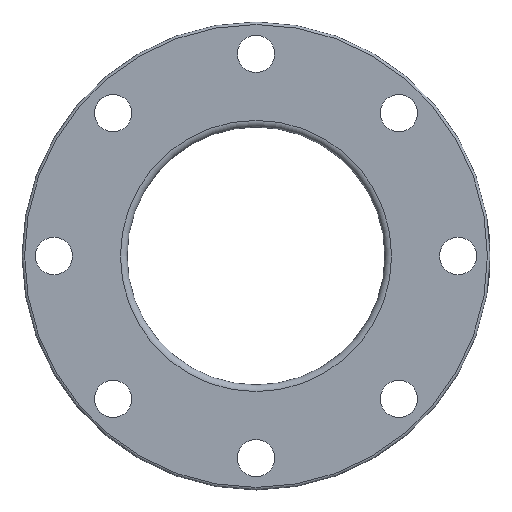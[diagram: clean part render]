
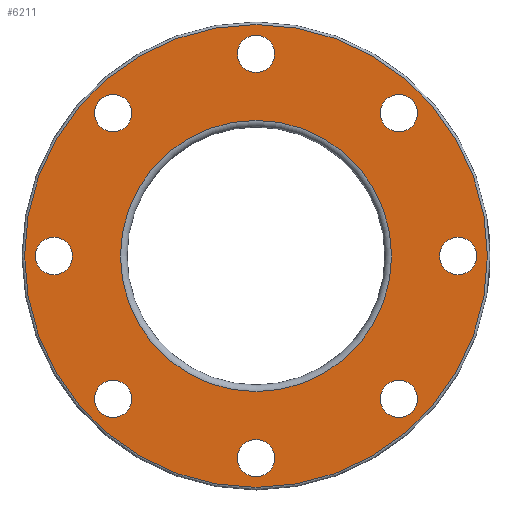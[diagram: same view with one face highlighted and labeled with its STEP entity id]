
A CAD part, top view. The second image highlights one B-rep face of the part: STEP entity #6211.
In plain terms, the highlighted planar face has unit normal (0, 0, 1).
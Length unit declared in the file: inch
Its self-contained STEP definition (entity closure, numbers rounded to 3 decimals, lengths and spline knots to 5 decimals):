
#70=FACE_BOUND('',#1497,.T.);
#71=FACE_BOUND('',#1498,.T.);
#72=FACE_BOUND('',#1499,.T.);
#73=FACE_BOUND('',#1500,.T.);
#74=FACE_BOUND('',#1501,.T.);
#75=FACE_BOUND('',#1502,.T.);
#76=FACE_BOUND('',#1503,.T.);
#77=FACE_BOUND('',#1504,.T.);
#78=FACE_BOUND('',#1505,.T.);
#79=FACE_BOUND('',#1506,.T.);
#775=PLANE('',#6500);
#1497=EDGE_LOOP('',(#5780));
#1498=EDGE_LOOP('',(#5781));
#1499=EDGE_LOOP('',(#5782));
#1500=EDGE_LOOP('',(#5783));
#1501=EDGE_LOOP('',(#5784));
#1502=EDGE_LOOP('',(#5785));
#1503=EDGE_LOOP('',(#5786));
#1504=EDGE_LOOP('',(#5787));
#1505=EDGE_LOOP('',(#5788));
#1506=EDGE_LOOP('',(#5789));
#1628=CIRCLE('',#6474,0.4375);
#1630=CIRCLE('',#6477,0.4375);
#1632=CIRCLE('',#6480,0.4375);
#1634=CIRCLE('',#6483,0.4375);
#1636=CIRCLE('',#6486,0.4375);
#1638=CIRCLE('',#6489,0.4375);
#1640=CIRCLE('',#6492,0.4375);
#1642=CIRCLE('',#6495,0.4375);
#1645=CIRCLE('',#6499,3.1875);
#1646=CIRCLE('',#6501,5.44);
#3039=VERTEX_POINT('',#14542);
#3041=VERTEX_POINT('',#14547);
#3043=VERTEX_POINT('',#14552);
#3045=VERTEX_POINT('',#14557);
#3047=VERTEX_POINT('',#14562);
#3049=VERTEX_POINT('',#14567);
#3051=VERTEX_POINT('',#14572);
#3053=VERTEX_POINT('',#14577);
#3056=VERTEX_POINT('',#14584);
#3057=VERTEX_POINT('',#14587);
#3956=EDGE_CURVE('',#3039,#3039,#1628,.T.);
#3958=EDGE_CURVE('',#3041,#3041,#1630,.T.);
#3960=EDGE_CURVE('',#3043,#3043,#1632,.T.);
#3962=EDGE_CURVE('',#3045,#3045,#1634,.T.);
#3964=EDGE_CURVE('',#3047,#3047,#1636,.T.);
#3966=EDGE_CURVE('',#3049,#3049,#1638,.T.);
#3968=EDGE_CURVE('',#3051,#3051,#1640,.T.);
#3970=EDGE_CURVE('',#3053,#3053,#1642,.T.);
#3973=EDGE_CURVE('',#3056,#3056,#1645,.T.);
#3974=EDGE_CURVE('',#3057,#3057,#1646,.T.);
#5780=ORIENTED_EDGE('',*,*,#3956,.T.);
#5781=ORIENTED_EDGE('',*,*,#3958,.T.);
#5782=ORIENTED_EDGE('',*,*,#3960,.T.);
#5783=ORIENTED_EDGE('',*,*,#3962,.T.);
#5784=ORIENTED_EDGE('',*,*,#3964,.T.);
#5785=ORIENTED_EDGE('',*,*,#3966,.T.);
#5786=ORIENTED_EDGE('',*,*,#3968,.T.);
#5787=ORIENTED_EDGE('',*,*,#3970,.T.);
#5788=ORIENTED_EDGE('',*,*,#3974,.F.);
#5789=ORIENTED_EDGE('',*,*,#3973,.F.);
#6211=ADVANCED_FACE('',(#70,#71,#72,#73,#74,#75,#76,#77,#78,#79),#775,.T.);
#6474=AXIS2_PLACEMENT_3D('',#14543,#7415,#7416);
#6477=AXIS2_PLACEMENT_3D('',#14548,#7421,#7422);
#6480=AXIS2_PLACEMENT_3D('',#14553,#7427,#7428);
#6483=AXIS2_PLACEMENT_3D('',#14558,#7433,#7434);
#6486=AXIS2_PLACEMENT_3D('',#14563,#7439,#7440);
#6489=AXIS2_PLACEMENT_3D('',#14568,#7445,#7446);
#6492=AXIS2_PLACEMENT_3D('',#14573,#7451,#7452);
#6495=AXIS2_PLACEMENT_3D('',#14578,#7457,#7458);
#6499=AXIS2_PLACEMENT_3D('',#14585,#7465,#7466);
#6500=AXIS2_PLACEMENT_3D('',#14586,#7467,#7468);
#6501=AXIS2_PLACEMENT_3D('',#14588,#7469,#7470);
#7415=DIRECTION('center_axis',(0.,0.,-1.));
#7416=DIRECTION('ref_axis',(-0.707,0.707,0.));
#7421=DIRECTION('center_axis',(0.,0.,-1.));
#7422=DIRECTION('ref_axis',(0.,1.,0.));
#7427=DIRECTION('center_axis',(0.,0.,-1.));
#7428=DIRECTION('ref_axis',(0.707,0.707,0.));
#7433=DIRECTION('center_axis',(0.,0.,-1.));
#7434=DIRECTION('ref_axis',(1.,0.,0.));
#7439=DIRECTION('center_axis',(0.,0.,-1.));
#7440=DIRECTION('ref_axis',(0.707,-0.707,0.));
#7445=DIRECTION('center_axis',(0.,0.,-1.));
#7446=DIRECTION('ref_axis',(0.,-1.,0.));
#7451=DIRECTION('center_axis',(0.,0.,-1.));
#7452=DIRECTION('ref_axis',(-0.707,-0.707,0.));
#7457=DIRECTION('center_axis',(0.,0.,-1.));
#7458=DIRECTION('ref_axis',(-1.,0.,0.));
#7465=DIRECTION('center_axis',(0.,0.,1.));
#7466=DIRECTION('ref_axis',(-1.,0.,0.));
#7467=DIRECTION('center_axis',(0.,0.,1.));
#7468=DIRECTION('ref_axis',(1.,0.,0.));
#7469=DIRECTION('center_axis',(0.,0.,-1.));
#7470=DIRECTION('ref_axis',(-1.,0.,0.));
#14542=CARTESIAN_POINT('',(3.66812,3.0494,0.563));
#14543=CARTESIAN_POINT('Origin',(3.35876,3.35876,0.563));
#14547=CARTESIAN_POINT('',(4.75,-0.4375,0.563));
#14548=CARTESIAN_POINT('Origin',(4.75,0.,0.563));
#14552=CARTESIAN_POINT('',(3.0494,-3.66812,0.563));
#14553=CARTESIAN_POINT('Origin',(3.35876,-3.35876,0.563));
#14557=CARTESIAN_POINT('',(-0.4375,-4.75,0.563));
#14558=CARTESIAN_POINT('Origin',(0.,-4.75,0.563));
#14562=CARTESIAN_POINT('',(-3.66812,-3.0494,0.563));
#14563=CARTESIAN_POINT('Origin',(-3.35876,-3.35876,0.563));
#14567=CARTESIAN_POINT('',(-4.75,0.4375,0.563));
#14568=CARTESIAN_POINT('Origin',(-4.75,0.,0.563));
#14572=CARTESIAN_POINT('',(-3.0494,3.66812,0.563));
#14573=CARTESIAN_POINT('Origin',(-3.35876,3.35876,0.563));
#14577=CARTESIAN_POINT('',(0.4375,4.75,0.563));
#14578=CARTESIAN_POINT('Origin',(0.,4.75,0.563));
#14584=CARTESIAN_POINT('',(3.1875,0.,0.563));
#14585=CARTESIAN_POINT('Origin',(0.,0.,0.563));
#14586=CARTESIAN_POINT('Origin',(0.,0.,
0.563));
#14587=CARTESIAN_POINT('',(5.44,0.,0.563));
#14588=CARTESIAN_POINT('Origin',(0.,0.,0.563));
